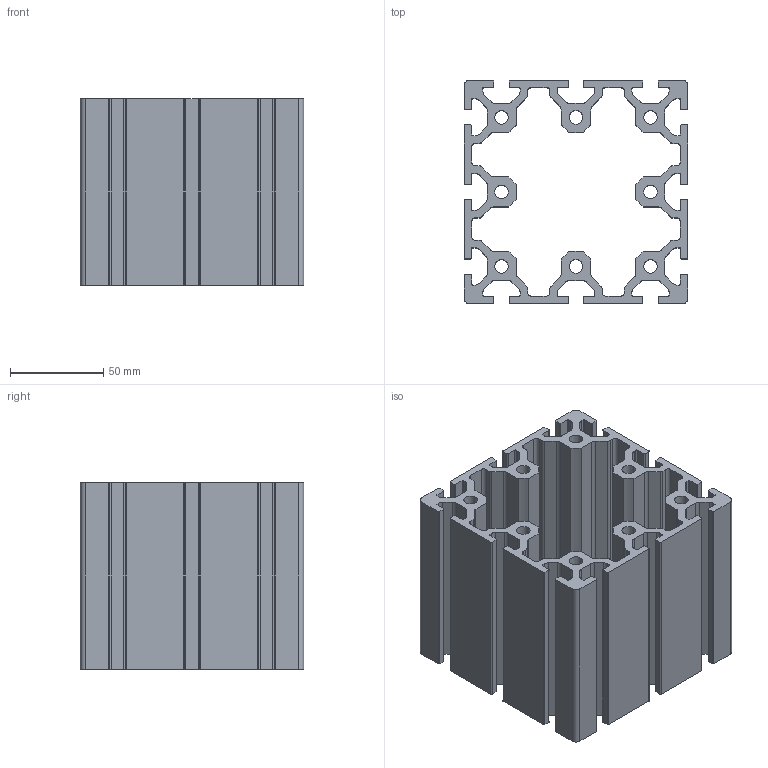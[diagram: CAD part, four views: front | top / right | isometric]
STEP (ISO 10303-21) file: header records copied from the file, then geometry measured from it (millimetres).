
FILE_DESCRIPTION(/* description */ ('Profil 120x120'),/* implementation_level */ '2;1');
FILE_NAME(/* name */ '101212.stp',/* time_stamp */ '2018-04-29T15:20:22+02:00',/* author */ ('Roudná'),/* organization */ ('Alutec K&K'),/* preprocessor_version */ 'ST-DEVELOPER v16.1',/* originating_system */ 'Autodesk Inventor 2016',/* authorisation */ '');
FILE_SCHEMA (('AUTOMOTIVE_DESIGN { 1 0 10303 214 3 1 1 }'));
Length unit declared in the file: millimetre
Products named in the file (1): 101212
Bounding box: 120 x 120 x 100 mm (x, y, z)
Volume: 393043.4 mm3; surface area: 176226.6 mm2
Topology: 1 solids, 1 shells, 378 faces, 1136 edges, 760 vertices
Faces by surface type: cylinder 192, plane 186
Full cylindrical faces by diameter (mm): 7.3 x8
Entity records: 12836 total; most frequent: DIRECTION 2262, CARTESIAN_POINT 2251, ORIENTED_EDGE 2240, EDGE_CURVE 1120, AXIS2_PLACEMENT_3D 763, VERTEX_POINT 752, LINE 736, VECTOR 736
